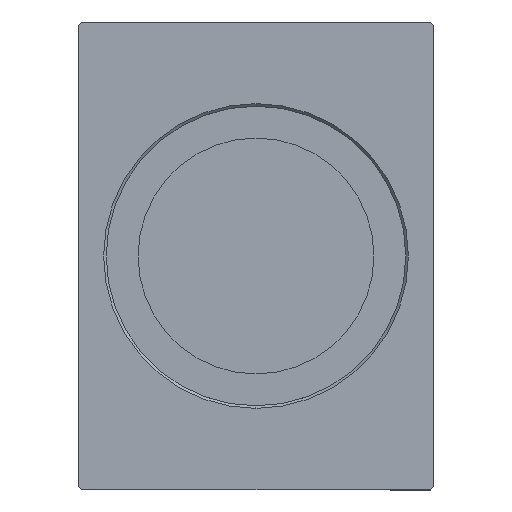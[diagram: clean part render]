
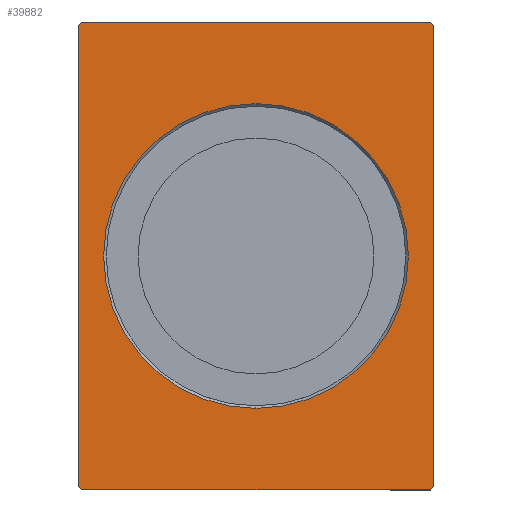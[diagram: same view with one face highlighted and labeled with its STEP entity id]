
A CAD part, left-side view. The second image highlights one B-rep face of the part: STEP entity #39882.
In plain terms, the highlighted planar face has unit normal (-1, 0, 0).
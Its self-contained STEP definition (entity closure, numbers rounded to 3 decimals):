
#14 = DIRECTION ( 'NONE',  ( 0., 0., -1. ) ) ;
#417 = PLANE ( 'NONE',  #34486 ) ;
#515 = DIRECTION ( 'NONE',  ( 0., 1., 0. ) ) ;
#1460 = EDGE_CURVE ( 'NONE', #7371, #9304, #31287, .T. ) ;
#1542 = AXIS2_PLACEMENT_3D ( 'NONE', #11687, #11053, #27582 ) ;
#1854 = EDGE_CURVE ( 'NONE', #34308, #17745, #13926, .T. ) ;
#2355 = CARTESIAN_POINT ( 'NONE',  ( 0., 47.5, -61.5 ) ) ;
#2546 = CARTESIAN_POINT ( 'NONE',  ( 0., -47.5, 61.5 ) ) ;
#3622 = VERTEX_POINT ( 'NONE', #2546 ) ;
#3713 = ORIENTED_EDGE ( 'NONE', *, *, #1854, .T. ) ;
#3862 = CARTESIAN_POINT ( 'NONE',  ( 0., 0., 0. ) ) ;
#4010 = CARTESIAN_POINT ( 'NONE',  ( 0., 0., 40.7 ) ) ;
#4826 = EDGE_LOOP ( 'NONE', ( #16327, #3713 ) ) ;
#6454 = FACE_BOUND ( 'NONE', #4826, .T. ) ;
#6873 = DIRECTION ( 'NONE',  ( 1., 0., 0. ) ) ;
#7323 = CARTESIAN_POINT ( 'NONE',  ( 0., -46.5, 62.5 ) ) ;
#7371 = VERTEX_POINT ( 'NONE', #39220 ) ;
#7527 = DIRECTION ( 'NONE',  ( 1., 0., 0. ) ) ;
#7908 = ORIENTED_EDGE ( 'NONE', *, *, #18438, .F. ) ;
#9304 = VERTEX_POINT ( 'NONE', #27007 ) ;
#9547 = CARTESIAN_POINT ( 'NONE',  ( 0., -46.5, -62.5 ) ) ;
#9560 = VERTEX_POINT ( 'NONE', #40316 ) ;
#9825 = VERTEX_POINT ( 'NONE', #2355 ) ;
#10030 = EDGE_CURVE ( 'NONE', #17745, #34308, #29097, .T. ) ;
#10044 = VERTEX_POINT ( 'NONE', #7323 ) ;
#11053 = DIRECTION ( 'NONE',  ( 1., 0., 0. ) ) ;
#11314 = EDGE_CURVE ( 'NONE', #10044, #3622, #28509, .T. ) ;
#11430 = VECTOR ( 'NONE', #13480, 1000. ) ;
#11687 = CARTESIAN_POINT ( 'NONE',  ( 0., 0., 0. ) ) ;
#11921 = AXIS2_PLACEMENT_3D ( 'NONE', #36785, #7527, #14 ) ;
#11925 = ORIENTED_EDGE ( 'NONE', *, *, #1460, .F. ) ;
#12295 = ORIENTED_EDGE ( 'NONE', *, *, #25679, .F. ) ;
#12789 = ORIENTED_EDGE ( 'NONE', *, *, #30434, .F. ) ;
#13219 = VECTOR ( 'NONE', #28058, 1000. ) ;
#13480 = DIRECTION ( 'NONE',  ( 0., 0.707, 0.707 ) ) ;
#13926 = CIRCLE ( 'NONE', #1542, 40.7 ) ;
#14848 = CARTESIAN_POINT ( 'NONE',  ( 0., 46.5, 62.5 ) ) ;
#16327 = ORIENTED_EDGE ( 'NONE', *, *, #10030, .T. ) ;
#16641 = ORIENTED_EDGE ( 'NONE', *, *, #11314, .F. ) ;
#17062 = LINE ( 'NONE', #9547, #35659 ) ;
#17745 = VERTEX_POINT ( 'NONE', #4010 ) ;
#18179 = CARTESIAN_POINT ( 'NONE',  ( 0., -47.5, -61.5 ) ) ;
#18438 = EDGE_CURVE ( 'NONE', #29071, #10044, #31176, .T. ) ;
#18582 = EDGE_LOOP ( 'NONE', ( #12295, #33697, #12789, #42558, #11925, #35580, #16641, #7908 ) ) ;
#19925 = CARTESIAN_POINT ( 'NONE',  ( 0., 47.5, 61.5 ) ) ;
#21730 = VECTOR ( 'NONE', #39741, 1000. ) ;
#22051 = CARTESIAN_POINT ( 'NONE',  ( 0., -46.5, 62.5 ) ) ;
#22676 = DIRECTION ( 'NONE',  ( 0., 0., 1. ) ) ;
#24078 = EDGE_CURVE ( 'NONE', #9304, #9560, #17062, .T. ) ;
#24135 = LINE ( 'NONE', #36866, #24746 ) ;
#24746 = VECTOR ( 'NONE', #34032, 1000. ) ;
#25000 = VECTOR ( 'NONE', #39052, 1000. ) ;
#25679 = EDGE_CURVE ( 'NONE', #31471, #29071, #26811, .T. ) ;
#26574 = CARTESIAN_POINT ( 'NONE',  ( 0., 46.5, -62.5 ) ) ;
#26606 = CARTESIAN_POINT ( 'NONE',  ( 0., 47.5, 61.5 ) ) ;
#26811 = LINE ( 'NONE', #26606, #21730 ) ;
#27007 = CARTESIAN_POINT ( 'NONE',  ( 0., -46.5, -62.5 ) ) ;
#27582 = DIRECTION ( 'NONE',  ( 0., 0., -1. ) ) ;
#27642 = CARTESIAN_POINT ( 'NONE',  ( 0., 46.5, 62.5 ) ) ;
#27733 = DIRECTION ( 'NONE',  ( 0., -1., 0. ) ) ;
#28058 = DIRECTION ( 'NONE',  ( 0., 0.707, -0.707 ) ) ;
#28509 = LINE ( 'NONE', #22051, #25000 ) ;
#29071 = VERTEX_POINT ( 'NONE', #27642 ) ;
#29097 = CIRCLE ( 'NONE', #11921, 40.7 ) ;
#30434 = EDGE_CURVE ( 'NONE', #9560, #9825, #33458, .T. ) ;
#31176 = LINE ( 'NONE', #14848, #36859 ) ;
#31287 = LINE ( 'NONE', #18179, #13219 ) ;
#31471 = VERTEX_POINT ( 'NONE', #19925 ) ;
#32325 = CARTESIAN_POINT ( 'NONE',  ( 0., 0., -40.7 ) ) ;
#33051 = VECTOR ( 'NONE', #22676, 1000. ) ;
#33304 = FACE_OUTER_BOUND ( 'NONE', #18582, .T. ) ;
#33458 = LINE ( 'NONE', #26574, #11430 ) ;
#33697 = ORIENTED_EDGE ( 'NONE', *, *, #35774, .F. ) ;
#34032 = DIRECTION ( 'NONE',  ( 0., 0., -1. ) ) ;
#34308 = VERTEX_POINT ( 'NONE', #32325 ) ;
#34318 = EDGE_CURVE ( 'NONE', #3622, #7371, #24135, .T. ) ;
#34486 = AXIS2_PLACEMENT_3D ( 'NONE', #3862, #6873, #36550 ) ;
#35580 = ORIENTED_EDGE ( 'NONE', *, *, #34318, .F. ) ;
#35659 = VECTOR ( 'NONE', #515, 1000. ) ;
#35774 = EDGE_CURVE ( 'NONE', #9825, #31471, #38824, .T. ) ;
#35802 = CARTESIAN_POINT ( 'NONE',  ( 0., 47.5, -61.5 ) ) ;
#36550 = DIRECTION ( 'NONE',  ( 0., 0., -1. ) ) ;
#36785 = CARTESIAN_POINT ( 'NONE',  ( 0., 0., 0. ) ) ;
#36859 = VECTOR ( 'NONE', #27733, 1000. ) ;
#36866 = CARTESIAN_POINT ( 'NONE',  ( 0., -47.5, 61.5 ) ) ;
#38824 = LINE ( 'NONE', #35802, #33051 ) ;
#39052 = DIRECTION ( 'NONE',  ( 0., -0.707, -0.707 ) ) ;
#39220 = CARTESIAN_POINT ( 'NONE',  ( 0., -47.5, -61.5 ) ) ;
#39741 = DIRECTION ( 'NONE',  ( 0., -0.707, 0.707 ) ) ;
#39882 = ADVANCED_FACE ( 'NONE', ( #6454, #33304 ), #417, .F. ) ;
#40316 = CARTESIAN_POINT ( 'NONE',  ( 0., 46.5, -62.5 ) ) ;
#42558 = ORIENTED_EDGE ( 'NONE', *, *, #24078, .F. ) ;
